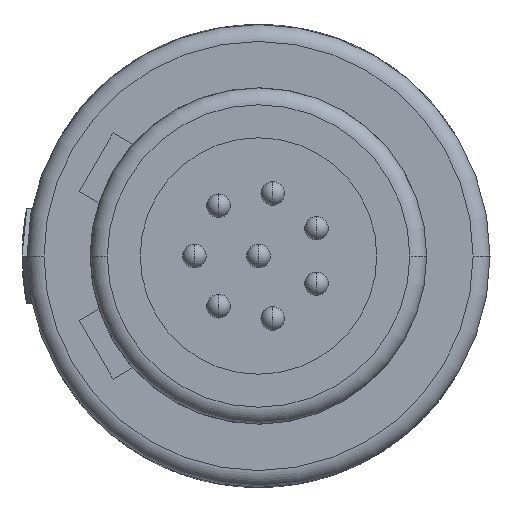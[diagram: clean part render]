
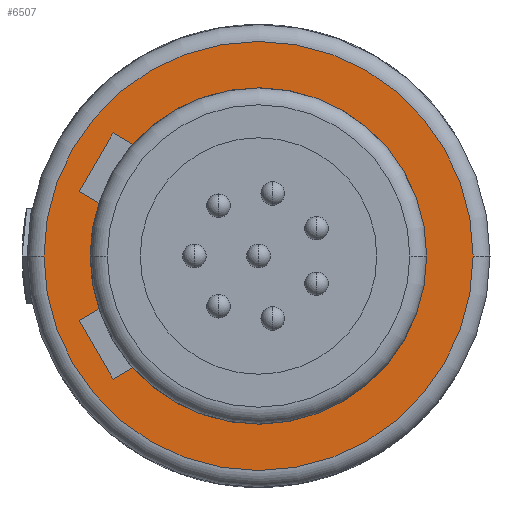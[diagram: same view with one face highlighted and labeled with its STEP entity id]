
A CAD part, left-side view. The second image highlights one B-rep face of the part: STEP entity #6507.
In plain terms, the highlighted planar face has unit normal (-1, 0, 0).
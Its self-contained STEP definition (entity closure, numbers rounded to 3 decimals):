
#1902=CARTESIAN_POINT('',(-6.7,0.,0.));
#1903=DIRECTION('',(-1.,0.,0.));
#1904=DIRECTION('',(0.,-1.,0.));
#1905=AXIS2_PLACEMENT_3D('',#1902,#1903,#1904);
#1907=CARTESIAN_POINT('',(-6.7,0.,0.));
#1908=DIRECTION('',(-1.,0.,0.));
#1909=DIRECTION('',(0.,1.,0.));
#1910=AXIS2_PLACEMENT_3D('',#1907,#1908,#1909);
#1912=DIRECTION('',(0.,0.866,-0.5));
#1913=VECTOR('',#1912,0.677);
#1914=CARTESIAN_POINT('',(-6.7,3.721,-3.303));
#1915=LINE('',#1914,#1913);
#1916=DIRECTION('',(0.,0.866,0.5));
#1917=VECTOR('',#1916,0.677);
#1918=CARTESIAN_POINT('',(-6.7,3.721,3.303));
#1919=LINE('',#1918,#1917);
#1920=DIRECTION('',(0.,-0.5,0.866));
#1921=VECTOR('',#1920,2.);
#1922=CARTESIAN_POINT('',(-6.7,5.306,1.909));
#1923=LINE('',#1922,#1921);
#1924=DIRECTION('',(0.,0.866,0.5));
#1925=VECTOR('',#1924,0.677);
#1926=CARTESIAN_POINT('',(-6.7,4.721,1.571));
#1927=LINE('',#1926,#1925);
#1928=DIRECTION('',(0.,0.866,-0.5));
#1929=VECTOR('',#1928,0.677);
#1930=CARTESIAN_POINT('',(-6.7,4.721,-1.571));
#1931=LINE('',#1930,#1929);
#1932=DIRECTION('',(0.,0.5,0.866));
#1933=VECTOR('',#1932,2.);
#1934=CARTESIAN_POINT('',(-6.7,4.306,-3.641));
#1935=LINE('',#1934,#1933);
#1970=CARTESIAN_POINT('',(-6.7,0.,0.));
#1971=DIRECTION('',(-1.,0.,0.));
#1972=DIRECTION('',(0.,1.,0.));
#1973=AXIS2_PLACEMENT_3D('',#1970,#1971,#1972);
#1988=CARTESIAN_POINT('',(-6.7,0.,0.));
#1989=DIRECTION('',(-1.,0.,0.));
#1990=DIRECTION('',(0.,0.748,-0.664));
#1991=AXIS2_PLACEMENT_3D('',#1988,#1989,#1990);
#2010=CARTESIAN_POINT('',(-6.7,0.,0.));
#2011=DIRECTION('',(1.,0.,0.));
#2012=DIRECTION('',(0.,0.748,0.664));
#2013=AXIS2_PLACEMENT_3D('',#2010,#2011,#2012);
#2020=CARTESIAN_POINT('',(-6.7,0.,0.));
#2021=DIRECTION('',(1.,0.,0.));
#2022=DIRECTION('',(0.,1.,0.));
#2023=AXIS2_PLACEMENT_3D('',#2020,#2021,#2022);
#3412=CARTESIAN_POINT('',(-6.7,-6.35,0.));
#3413=CARTESIAN_POINT('',(-6.7,6.35,0.));
#3414=VERTEX_POINT('',#3412);
#3415=VERTEX_POINT('',#3413);
#3428=CARTESIAN_POINT('',(-6.7,4.975,0.));
#3429=VERTEX_POINT('',#3428);
#3430=CARTESIAN_POINT('',(-6.7,-4.975,0.));
#3431=VERTEX_POINT('',#3430);
#3954=CARTESIAN_POINT('',(-6.7,4.306,3.641));
#3955=VERTEX_POINT('',#3954);
#3958=CARTESIAN_POINT('',(-6.7,5.306,1.909));
#3959=VERTEX_POINT('',#3958);
#3966=CARTESIAN_POINT('',(-6.7,4.306,-3.641));
#3967=VERTEX_POINT('',#3966);
#3970=CARTESIAN_POINT('',(-6.7,5.306,-1.909));
#3971=VERTEX_POINT('',#3970);
#3974=CARTESIAN_POINT('',(-6.7,4.721,1.571));
#3975=VERTEX_POINT('',#3974);
#3976=CARTESIAN_POINT('',(-6.7,3.721,3.303));
#3977=VERTEX_POINT('',#3976);
#3978=CARTESIAN_POINT('',(-6.7,3.721,-3.303));
#3979=VERTEX_POINT('',#3978);
#3980=CARTESIAN_POINT('',(-6.7,4.721,-1.571));
#3981=VERTEX_POINT('',#3980);
#6475=CARTESIAN_POINT('',(-6.7,0.,0.));
#6476=DIRECTION('',(1.,0.,0.));
#6477=DIRECTION('',(0.,-1.,0.));
#6478=AXIS2_PLACEMENT_3D('',#6475,#6476,#6477);
#6479=PLANE('',#6478);
#6481=ORIENTED_EDGE('',*,*,#6480,.F.);
#6482=ORIENTED_EDGE('',*,*,#6458,.F.);
#6483=EDGE_LOOP('',(#6481,#6482));
#6484=FACE_OUTER_BOUND('',#6483,.F.);
#6486=ORIENTED_EDGE('',*,*,#6485,.F.);
#6488=ORIENTED_EDGE('',*,*,#6487,.T.);
#6490=ORIENTED_EDGE('',*,*,#6489,.F.);
#6492=ORIENTED_EDGE('',*,*,#6491,.T.);
#6494=ORIENTED_EDGE('',*,*,#6493,.F.);
#6496=ORIENTED_EDGE('',*,*,#6495,.F.);
#6498=ORIENTED_EDGE('',*,*,#6497,.F.);
#6500=ORIENTED_EDGE('',*,*,#6499,.T.);
#6502=ORIENTED_EDGE('',*,*,#6501,.T.);
#6504=ORIENTED_EDGE('',*,*,#6503,.F.);
#6505=EDGE_LOOP('',(#6486,#6488,#6490,#6492,#6494,#6496,#6498,#6500,#6502,
#6504));
#6506=FACE_BOUND('',#6505,.F.);
#1906=CIRCLE('',#1905,6.35);
#1911=CIRCLE('',#1910,6.35);
#1974=CIRCLE('',#1973,4.975);
#1992=CIRCLE('',#1991,4.975);
#2014=CIRCLE('',#2013,4.975);
#2024=CIRCLE('',#2023,4.975);
#6458=EDGE_CURVE('',#3415,#3414,#1911,.T.);
#6480=EDGE_CURVE('',#3414,#3415,#1906,.T.);
#6485=EDGE_CURVE('',#3979,#3967,#1915,.T.);
#6487=EDGE_CURVE('',#3979,#3431,#1992,.T.);
#6489=EDGE_CURVE('',#3977,#3431,#2014,.T.);
#6491=EDGE_CURVE('',#3977,#3955,#1919,.T.);
#6493=EDGE_CURVE('',#3959,#3955,#1923,.T.);
#6495=EDGE_CURVE('',#3975,#3959,#1927,.T.);
#6497=EDGE_CURVE('',#3429,#3975,#2024,.T.);
#6499=EDGE_CURVE('',#3429,#3981,#1974,.T.);
#6501=EDGE_CURVE('',#3981,#3971,#1931,.T.);
#6503=EDGE_CURVE('',#3967,#3971,#1935,.T.);
#6507=ADVANCED_FACE('',(#6484,#6506),#6479,.F.);
